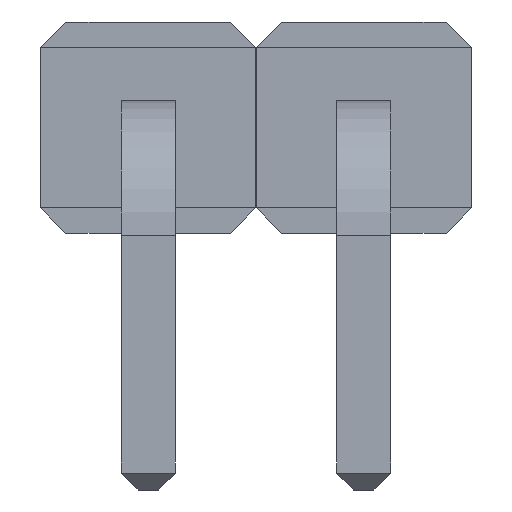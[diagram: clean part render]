
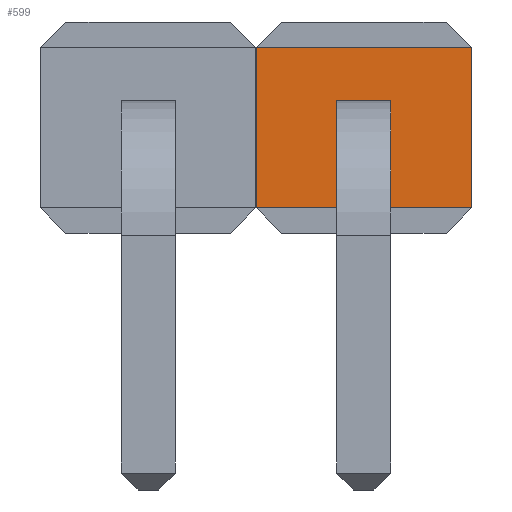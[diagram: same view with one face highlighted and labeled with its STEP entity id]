
A CAD part, front view. The second image highlights one B-rep face of the part: STEP entity #599.
In plain terms, the highlighted planar face has unit normal (0, -1, 0).
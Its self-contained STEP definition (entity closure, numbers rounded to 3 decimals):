
#9 = DIRECTION ( 'NONE',  ( 0., 0., -1. ) ) ;
#84 = VECTOR ( 'NONE', #2927, 1000. ) ;
#87 = VERTEX_POINT ( 'NONE', #3232 ) ;
#105 = VECTOR ( 'NONE', #1682, 1000. ) ;
#150 = CARTESIAN_POINT ( 'NONE',  ( 2.22, 1.82, 1.59 ) ) ;
#162 = LINE ( 'NONE', #1941, #1391 ) ;
#172 = PLANE ( 'NONE',  #1244 ) ;
#178 = DIRECTION ( 'NONE',  ( -1., 0., 0. ) ) ;
#208 = VECTOR ( 'NONE', #1768, 1000. ) ;
#219 = CARTESIAN_POINT ( 'NONE',  ( 2.86, 1.82, 0.95 ) ) ;
#227 = EDGE_CURVE ( 'NONE', #87, #2327, #1585, .T. ) ;
#302 = LINE ( 'NONE', #1404, #208 ) ;
#322 = VERTEX_POINT ( 'NONE', #3194 ) ;
#334 = EDGE_CURVE ( 'NONE', #1790, #3162, #1502, .T. ) ;
#431 = CARTESIAN_POINT ( 'NONE',  ( 3.81, 1.82, 0.325 ) ) ;
#471 = VECTOR ( 'NONE', #658, 1000. ) ;
#599 = ADVANCED_FACE ( 'NONE', ( #2880, #942 ), #172, .T. ) ;
#658 = DIRECTION ( 'NONE',  ( 0., 0., -1. ) ) ;
#762 = DIRECTION ( 'NONE',  ( 1., 0., 0. ) ) ;
#796 = ORIENTED_EDGE ( 'NONE', *, *, #1704, .F. ) ;
#942 = FACE_BOUND ( 'NONE', #1728, .T. ) ;
#958 = CARTESIAN_POINT ( 'NONE',  ( 1.27, 1.82, 0.325 ) ) ;
#1108 = VERTEX_POINT ( 'NONE', #2584 ) ;
#1159 = DIRECTION ( 'NONE',  ( 0., -1., 0. ) ) ;
#1168 = DIRECTION ( 'NONE',  ( 0., 0., -1. ) ) ;
#1223 = ORIENTED_EDGE ( 'NONE', *, *, #227, .T. ) ;
#1244 = AXIS2_PLACEMENT_3D ( 'NONE', #1902, #1159, #1168 ) ;
#1290 = LINE ( 'NONE', #3009, #3212 ) ;
#1391 = VECTOR ( 'NONE', #178, 1000. ) ;
#1404 = CARTESIAN_POINT ( 'NONE',  ( 1.27, 1.82, 2.515 ) ) ;
#1471 = LINE ( 'NONE', #2938, #2740 ) ;
#1502 = LINE ( 'NONE', #2007, #105 ) ;
#1585 = LINE ( 'NONE', #958, #2083 ) ;
#1597 = CARTESIAN_POINT ( 'NONE',  ( 1.27, 1.82, 2.215 ) ) ;
#1682 = DIRECTION ( 'NONE',  ( 0., 0., -1. ) ) ;
#1704 = EDGE_CURVE ( 'NONE', #322, #2327, #1290, .T. ) ;
#1728 = EDGE_LOOP ( 'NONE', ( #2209, #3026, #2437, #1927 ) ) ;
#1768 = DIRECTION ( 'NONE',  ( 0., 0., 1. ) ) ;
#1790 = VERTEX_POINT ( 'NONE', #2078 ) ;
#1883 = EDGE_CURVE ( 'NONE', #2260, #1108, #2107, .T. ) ;
#1902 = CARTESIAN_POINT ( 'NONE',  ( 1.27, 1.82, 2.215 ) ) ;
#1915 = CARTESIAN_POINT ( 'NONE',  ( 2.22, 1.82, 1.59 ) ) ;
#1927 = ORIENTED_EDGE ( 'NONE', *, *, #3081, .F. ) ;
#1941 = CARTESIAN_POINT ( 'NONE',  ( 1.27, 1.82, 2.215 ) ) ;
#1987 = LINE ( 'NONE', #2151, #84 ) ;
#2007 = CARTESIAN_POINT ( 'NONE',  ( 2.86, 1.82, 2.215 ) ) ;
#2044 = EDGE_CURVE ( 'NONE', #87, #2295, #302, .T. ) ;
#2078 = CARTESIAN_POINT ( 'NONE',  ( 2.86, 1.82, 1.59 ) ) ;
#2083 = VECTOR ( 'NONE', #762, 1000. ) ;
#2107 = LINE ( 'NONE', #150, #471 ) ;
#2151 = CARTESIAN_POINT ( 'NONE',  ( 1.27, 1.82, 0.95 ) ) ;
#2209 = ORIENTED_EDGE ( 'NONE', *, *, #334, .T. ) ;
#2260 = VERTEX_POINT ( 'NONE', #1915 ) ;
#2295 = VERTEX_POINT ( 'NONE', #1597 ) ;
#2327 = VERTEX_POINT ( 'NONE', #431 ) ;
#2403 = ORIENTED_EDGE ( 'NONE', *, *, #2044, .F. ) ;
#2437 = ORIENTED_EDGE ( 'NONE', *, *, #1883, .F. ) ;
#2584 = CARTESIAN_POINT ( 'NONE',  ( 2.22, 1.82, 0.95 ) ) ;
#2740 = VECTOR ( 'NONE', #3211, 1000. ) ;
#2880 = FACE_OUTER_BOUND ( 'NONE', #2886, .T. ) ;
#2886 = EDGE_LOOP ( 'NONE', ( #1223, #796, #2952, #2403 ) ) ;
#2927 = DIRECTION ( 'NONE',  ( -1., 0., 0. ) ) ;
#2938 = CARTESIAN_POINT ( 'NONE',  ( 2.86, 1.82, 1.59 ) ) ;
#2952 = ORIENTED_EDGE ( 'NONE', *, *, #3079, .T. ) ;
#3009 = CARTESIAN_POINT ( 'NONE',  ( 3.81, 1.82, 0.025 ) ) ;
#3026 = ORIENTED_EDGE ( 'NONE', *, *, #3109, .T. ) ;
#3079 = EDGE_CURVE ( 'NONE', #322, #2295, #162, .T. ) ;
#3081 = EDGE_CURVE ( 'NONE', #1790, #2260, #1471, .T. ) ;
#3109 = EDGE_CURVE ( 'NONE', #3162, #1108, #1987, .T. ) ;
#3162 = VERTEX_POINT ( 'NONE', #219 ) ;
#3194 = CARTESIAN_POINT ( 'NONE',  ( 3.81, 1.82, 2.215 ) ) ;
#3211 = DIRECTION ( 'NONE',  ( -1., 0., 0. ) ) ;
#3212 = VECTOR ( 'NONE', #9, 1000. ) ;
#3232 = CARTESIAN_POINT ( 'NONE',  ( 1.27, 1.82, 0.325 ) ) ;
